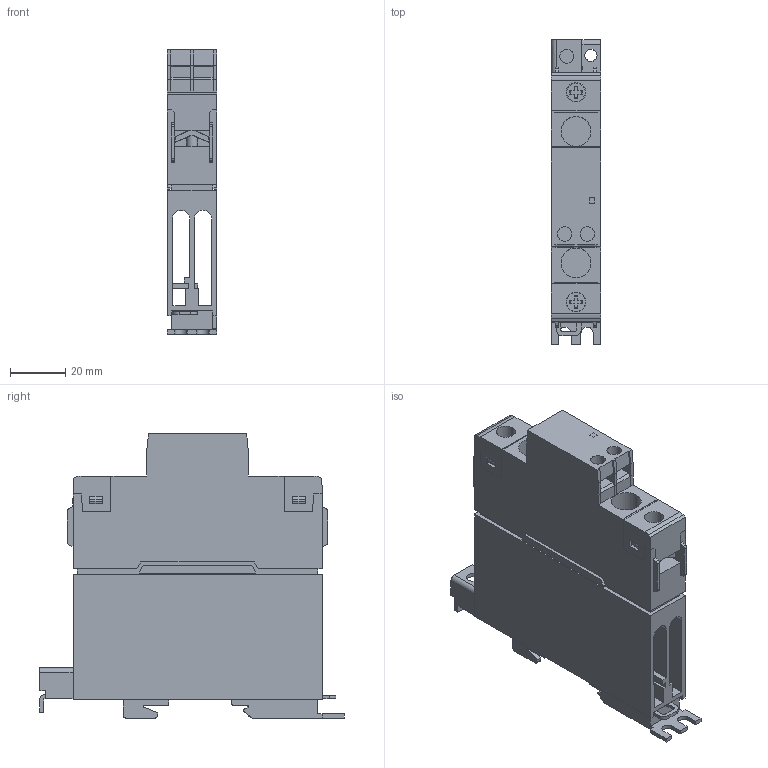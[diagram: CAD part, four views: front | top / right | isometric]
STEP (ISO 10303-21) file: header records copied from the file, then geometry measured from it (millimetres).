
FILE_DESCRIPTION(('CATIA V5 STEP Exchange','CAx-IF Rec.Pracs.--- Model Styling and Organization---1.4--- 2014-01-23'),'2;1');
FILE_NAME ('D1601636_0', '2024-02-14T07:32:46+00:00', ('none'), ('Weidmueller'), 'CATIA Version 5-6 Release 2016 SP3 HF44', 'CATIA V5 STEP AP214', 'none');
FILE_SCHEMA(('AUTOMOTIVE_DESIGN { 1 0 10303 214 1 1 1 1 }'));
Length unit declared in the file: millimetre
Products named in the file (1): S3D_PSSRN_K_24VDC_1Z_K_XXX
Bounding box: 17.8 x 110 x 102.68 mm (x, y, z)
Volume: 97752.9 mm3; surface area: 45600.6 mm2
Topology: 3 solids, 3 shells, 476 faces, 1351 edges, 892 vertices
Faces by surface type: plane 381, cylinder 84, extrusion 11
Entity records: 15114 total; most frequent: CARTESIAN_POINT 3025, ORIENTED_EDGE 2702, DIRECTION 1870, EDGE_CURVE 1351, VECTOR 1110, LINE 1099, VERTEX_POINT 892, EDGE_LOOP 512
